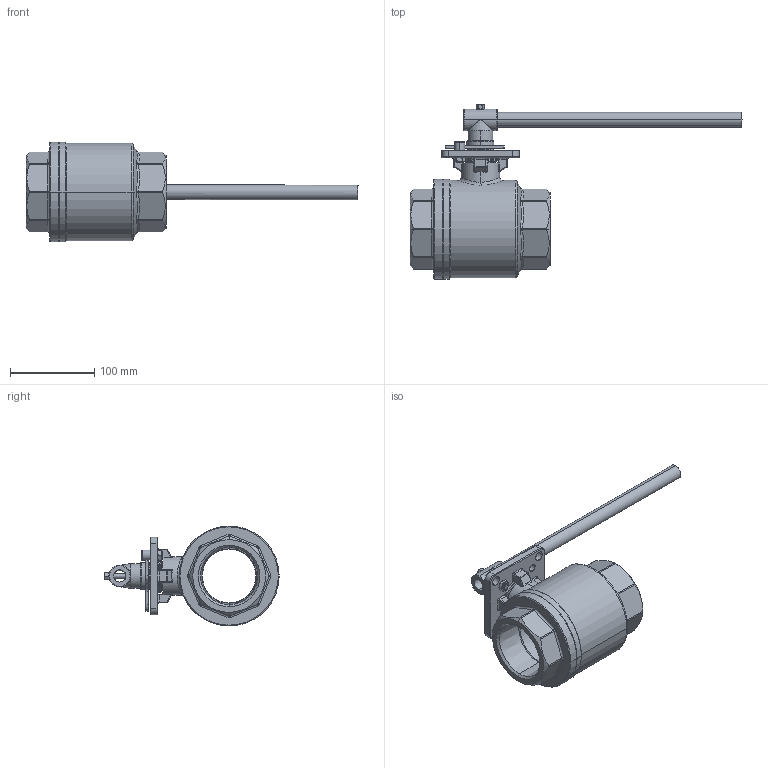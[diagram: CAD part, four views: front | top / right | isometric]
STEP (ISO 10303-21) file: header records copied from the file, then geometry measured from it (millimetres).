
FILE_DESCRIPTION (( 'STEP AP203' ), '1' );
FILE_NAME ('3800-2500.STEP', '2020-12-09T19:58:05', ( '' ), ( '' ), 'SwSTEP 2.0', 'SolidWorks 2019', '' );
FILE_SCHEMA (( 'CONFIG_CONTROL_DESIGN' ));
Length unit declared in the file: millimetre
Products named in the file (1): 3800-2500
Bounding box: 393.52 x 206.55 x 118.5 mm (x, y, z)
Volume: 1102970 mm3; surface area: 172251.9 mm2
Topology: 1 solids, 3 shells, 512 faces, 1275 edges, 763 vertices
Faces by surface type: cylinder 173, plane 137, cone 103, torus 57, bspline 34, sphere 8
Entity records: 22736 total; most frequent: CARTESIAN_POINT 10799, ORIENTED_EDGE 2518, DIRECTION 2465, EDGE_CURVE 1259, AXIS2_PLACEMENT_3D 979, VERTEX_POINT 763, EDGE_LOOP 562, ADVANCED_FACE 512
